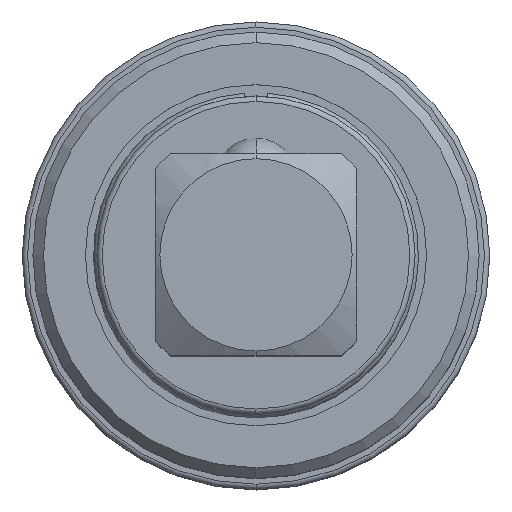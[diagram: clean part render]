
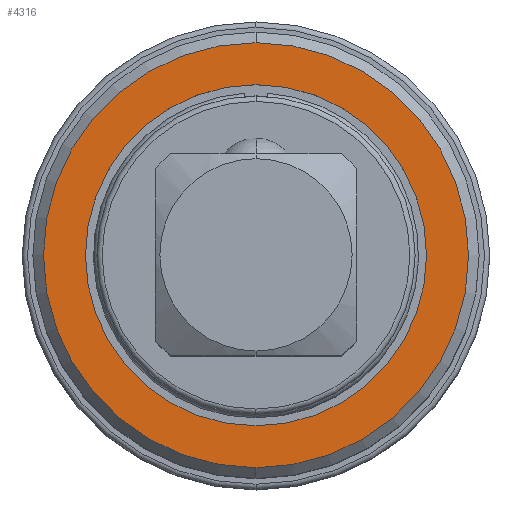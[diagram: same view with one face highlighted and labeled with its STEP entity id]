
A CAD part, top view. The second image highlights one B-rep face of the part: STEP entity #4316.
In plain terms, the highlighted planar face has unit normal (0, 0, 1).
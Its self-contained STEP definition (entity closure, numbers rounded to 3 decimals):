
#3875=CARTESIAN_POINT('',(0.,0.,24.));
#3876=DIRECTION('',(0.,0.,1.));
#3877=DIRECTION('',(0.,1.,0.));
#3878=AXIS2_PLACEMENT_3D('',#3875,#3876,#3877);
#3884=CARTESIAN_POINT('',(0.,0.,24.));
#3885=DIRECTION('',(0.,0.,-1.));
#3886=DIRECTION('',(0.,1.,0.));
#3887=AXIS2_PLACEMENT_3D('',#3884,#3885,#3886);
#3893=CARTESIAN_POINT('',(0.,0.,24.));
#3894=DIRECTION('',(0.,0.,1.));
#3895=DIRECTION('',(0.,1.,0.));
#3896=AXIS2_PLACEMENT_3D('',#3893,#3894,#3895);
#3898=CARTESIAN_POINT('',(0.,0.,24.));
#3899=DIRECTION('',(0.,0.,1.));
#3900=DIRECTION('',(0.,-1.,0.));
#3901=AXIS2_PLACEMENT_3D('',#3898,#3899,#3900);
#4111=CARTESIAN_POINT('',(0.,16.05,24.));
#4113=VERTEX_POINT('',#4111);
#4139=CARTESIAN_POINT('',(0.,-16.05,24.));
#4141=VERTEX_POINT('',#4139);
#4151=CARTESIAN_POINT('',(0.,20.,24.));
#4152=CARTESIAN_POINT('',(0.,-20.,24.));
#4153=VERTEX_POINT('',#4151);
#4154=VERTEX_POINT('',#4152);
#4301=CARTESIAN_POINT('',(0.,0.,24.));
#4302=DIRECTION('',(0.,0.,1.));
#4303=DIRECTION('',(0.,1.,0.));
#4304=AXIS2_PLACEMENT_3D('',#4301,#4302,#4303);
#4305=PLANE('',#4304);
#4307=ORIENTED_EDGE('',*,*,#4306,.F.);
#4309=ORIENTED_EDGE('',*,*,#4308,.F.);
#4310=EDGE_LOOP('',(#4307,#4309));
#4311=FACE_OUTER_BOUND('',#4310,.F.);
#4312=ORIENTED_EDGE('',*,*,#4294,.F.);
#4313=ORIENTED_EDGE('',*,*,#4283,.T.);
#4314=EDGE_LOOP('',(#4312,#4313));
#4315=FACE_BOUND('',#4314,.F.);
#4316=ADVANCED_FACE('',(#4311,#4315),#4305,.T.);
#3879=CIRCLE('',#3878,16.05);
#3888=CIRCLE('',#3887,16.05);
#3897=CIRCLE('',#3896,20.);
#3902=CIRCLE('',#3901,20.);
#4283=EDGE_CURVE('',#4113,#4141,#3879,.T.);
#4294=EDGE_CURVE('',#4113,#4141,#3888,.T.);
#4306=EDGE_CURVE('',#4153,#4154,#3897,.T.);
#4308=EDGE_CURVE('',#4154,#4153,#3902,.T.);
